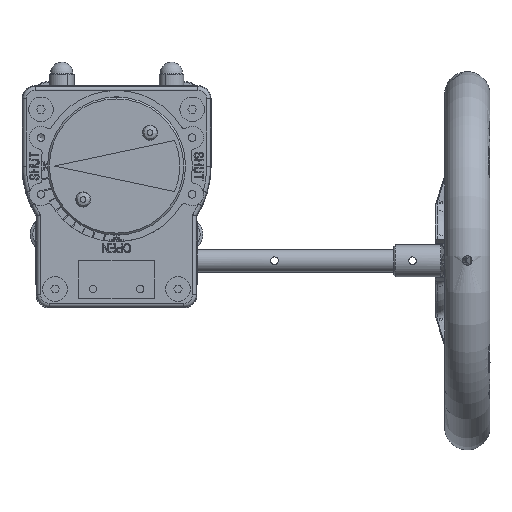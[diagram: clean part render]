
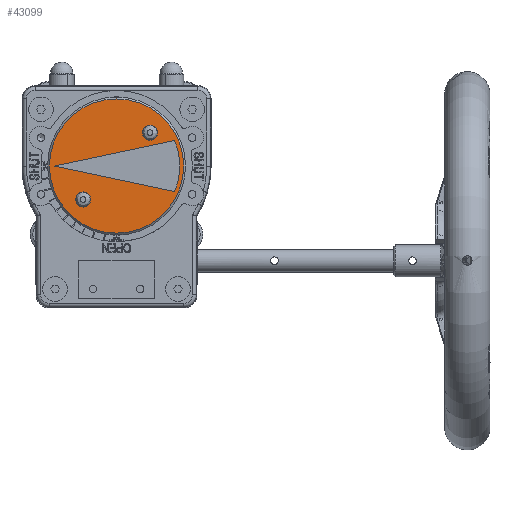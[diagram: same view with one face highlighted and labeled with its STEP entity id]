
A CAD part, top view. The second image highlights one B-rep face of the part: STEP entity #43099.
In plain terms, the highlighted planar face has unit normal (0, 0, 1).
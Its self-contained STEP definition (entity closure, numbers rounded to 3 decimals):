
#1495=PLANE('',#46878);
#1972=FACE_BOUND('',#7245,.T.);
#1973=FACE_BOUND('',#7246,.T.);
#1974=FACE_BOUND('',#7247,.T.);
#4634=FACE_OUTER_BOUND('',#7244,.T.);
#7244=EDGE_LOOP('',(#35575));
#7245=EDGE_LOOP('',(#35576,#35577,#35578));
#7246=EDGE_LOOP('',(#35579));
#7247=EDGE_LOOP('',(#35580));
#11096=CIRCLE('',#46877,35.5);
#11097=CIRCLE('',#46879,33.5);
#11098=CIRCLE('',#46880,4.);
#11099=CIRCLE('',#46881,4.);
#13482=LINE('',#160585,#16071);
#13483=LINE('',#160588,#16072);
#16071=VECTOR('',#55828,1000.);
#16072=VECTOR('',#55831,1000.);
#19847=VERTEX_POINT('',#160579);
#19848=VERTEX_POINT('',#160583);
#19849=VERTEX_POINT('',#160584);
#19850=VERTEX_POINT('',#160586);
#19851=VERTEX_POINT('',#160589);
#19852=VERTEX_POINT('',#160591);
#25424=EDGE_CURVE('',#19847,#19847,#11096,.T.);
#25425=EDGE_CURVE('',#19848,#19849,#13482,.T.);
#25426=EDGE_CURVE('',#19850,#19848,#11097,.T.);
#25427=EDGE_CURVE('',#19849,#19850,#13483,.T.);
#25428=EDGE_CURVE('',#19851,#19851,#11098,.T.);
#25429=EDGE_CURVE('',#19852,#19852,#11099,.T.);
#35575=ORIENTED_EDGE('',*,*,#25424,.T.);
#35576=ORIENTED_EDGE('',*,*,#25425,.F.);
#35577=ORIENTED_EDGE('',*,*,#25426,.F.);
#35578=ORIENTED_EDGE('',*,*,#25427,.F.);
#35579=ORIENTED_EDGE('',*,*,#25428,.T.);
#35580=ORIENTED_EDGE('',*,*,#25429,.T.);
#43099=ADVANCED_FACE('',(#4634,#1972,#1973,#1974),#1495,.F.);
#46877=AXIS2_PLACEMENT_3D('',#160581,#55824,#55825);
#46878=AXIS2_PLACEMENT_3D('',#160582,#55826,#55827);
#46879=AXIS2_PLACEMENT_3D('',#160587,#55829,#55830);
#46880=AXIS2_PLACEMENT_3D('',#160590,#55832,#55833);
#46881=AXIS2_PLACEMENT_3D('',#160592,#55834,#55835);
#55824=DIRECTION('center_axis',(0.,0.,
1.));
#55825=DIRECTION('ref_axis',(0.,-1.,0.));
#55826=DIRECTION('center_axis',(0.,0.,
-1.));
#55827=DIRECTION('ref_axis',(0.,1.,0.));
#55828=DIRECTION('',(-0.978,-0.208,0.));
#55829=DIRECTION('center_axis',(0.,0.,
1.));
#55830=DIRECTION('ref_axis',(-1.,0.,0.));
#55831=DIRECTION('',(0.978,-0.208,0.));
#55832=DIRECTION('center_axis',(0.,0.,
-1.));
#55833=DIRECTION('ref_axis',(-1.,0.,0.));
#55834=DIRECTION('center_axis',(0.,0.,
-1.));
#55835=DIRECTION('ref_axis',(-1.,0.,0.));
#160579=CARTESIAN_POINT('',(0.,-35.5,22.7));
#160581=CARTESIAN_POINT('Origin',(0.,0.,
22.7));
#160582=CARTESIAN_POINT('Origin',(0.,-35.5,22.7));
#160583=CARTESIAN_POINT('',(30.659,13.5,22.7));
#160584=CARTESIAN_POINT('',(-32.853,0.,22.7));
#160585=CARTESIAN_POINT('',(30.659,13.5,22.7));
#160586=CARTESIAN_POINT('',(30.659,-13.5,22.7));
#160587=CARTESIAN_POINT('Origin',(0.,0.,
22.7));
#160588=CARTESIAN_POINT('',(-32.853,0.,22.7));
#160589=CARTESIAN_POINT('',(21.678,17.678,22.7));
#160590=CARTESIAN_POINT('Origin',(17.678,17.678,22.7));
#160591=CARTESIAN_POINT('',(-13.678,-17.678,22.7));
#160592=CARTESIAN_POINT('Origin',(-17.678,-17.678,22.7));
